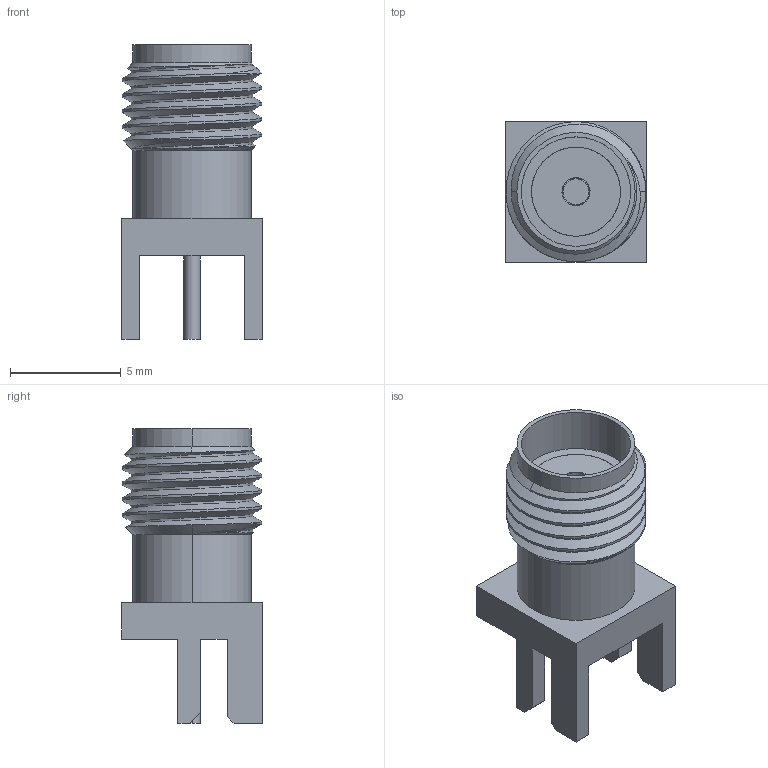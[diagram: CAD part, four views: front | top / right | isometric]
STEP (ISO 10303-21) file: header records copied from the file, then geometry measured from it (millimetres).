
FILE_DESCRIPTION(('STEP AP242'),'1');
FILE_NAME('60312202114508.stp','2021-01-23T18:23:23',('TraceParts'),('TraceParts S.A.'),'Spatial InterOp 3D',' ',' ');
FILE_SCHEMA(('AP242_MANAGED_MODEL_BASED_3D_ENGINEERING_MIM_LF {1 0 10303 442 1 1 4}'));
Length unit declared in the file: millimetre
Products named in the file (1): 60312202114508_1
Bounding box: 6.35 x 6.35 x 13.33 mm (x, y, z)
Volume: 237.6 mm3; surface area: 675.8 mm2
Topology: 3 solids, 3 shells, 121 faces, 299 edges, 193 vertices
Faces by surface type: cylinder 57, plane 43, torus 12, cone 7, bspline 2
Entity records: 7668 total; most frequent: CARTESIAN_POINT 3841, DIRECTION 606, ORIENTED_EDGE 598, EDGE_CURVE 299, AXIS2_PLACEMENT_3D 236, VERTEX_POINT 193, EDGE_LOOP 134, LINE 134
